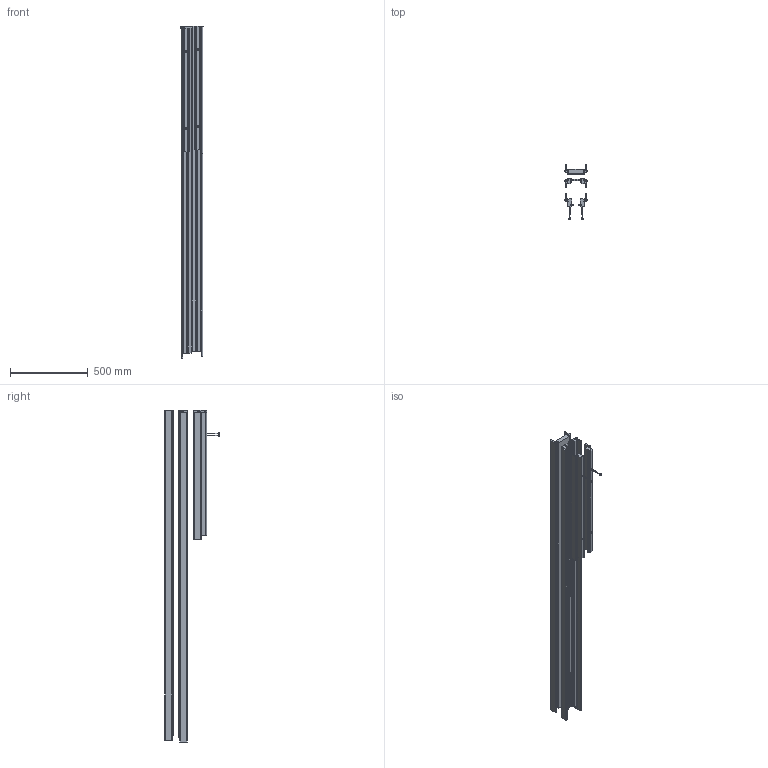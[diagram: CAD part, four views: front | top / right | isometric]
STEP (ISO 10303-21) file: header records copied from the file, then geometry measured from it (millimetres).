
FILE_DESCRIPTION(/* description */ (''),/* implementation_level */ '2;1');
FILE_NAME(/* name */ 'SAF-INSIDECO789F.stp',/* time_stamp */ '2019-08-08T11:31:01+02:00',/* author */ ('Marc'),/* organization */ (''),/* preprocessor_version */ 'ST-DEVELOPER v17.2',/* originating_system */ 'Autodesk Inventor 2019',/* authorisation */ '');
FILE_SCHEMA (('AUTOMOTIVE_DESIGN { 1 0 10303 214 3 1 1 }'));
Length unit declared in the file: millimetre
Products named in the file (11): SAF-INSIDECO789F; baguette; entretoise; Habillage vertical; Habillage entretoise; brosse sapin 16mm; brosse sapin L0.8; 21791; 21792; 21793; 21590
Assembly tree (25 placements, depth 2):
  SAF-INSIDECO789F
    baguette  x2
    entretoise  x2
    Habillage vertical  x4
    Habillage entretoise  x2
    brosse sapin 16mm  x2
    brosse sapin L0.8  x2
    21791  x2
    21792  x2
    21793  x6
    21590
Bounding box: 146 x 353.23 x 2133.18 mm (x, y, z)
Volume: 15887035.1 mm3; surface area: 3173676.8 mm2
Topology: 25 solids, 25 shells, 582 faces, 1620 edges, 1082 vertices
Faces by surface type: plane 362, cylinder 170, bspline 28, cone 12, torus 8, sphere 2
Full cylindrical faces by diameter (mm): 1.5 x6, 3.55 x50, 5.1 x4, 11.7 x2
Entity records: 12603 total; most frequent: CARTESIAN_POINT 5079, ORIENTED_EDGE 1538, DIRECTION 1382, EDGE_CURVE 769, LINE 520, VECTOR 520, VERTEX_POINT 515, AXIS2_PLACEMENT_3D 431
